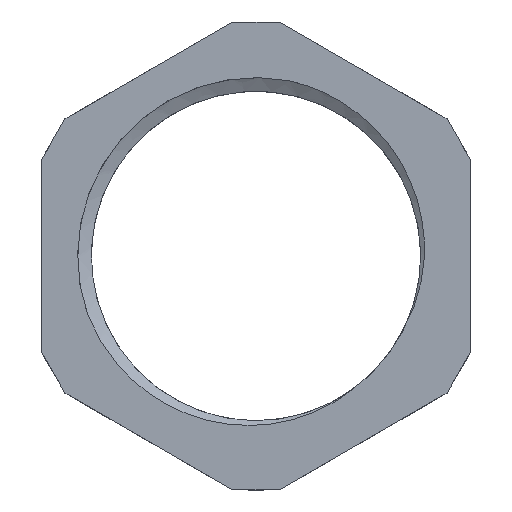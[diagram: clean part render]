
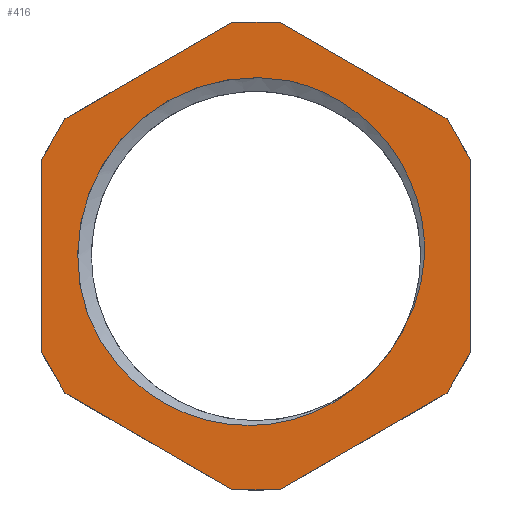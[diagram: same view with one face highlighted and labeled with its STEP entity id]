
A CAD part, top view. The second image highlights one B-rep face of the part: STEP entity #416.
In plain terms, the highlighted planar face has unit normal (0, 0, 1).
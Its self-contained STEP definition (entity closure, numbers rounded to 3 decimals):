
#16=FACE_BOUND('',#164,.T.);
#35=LINE('',#1071,#59);
#38=LINE('',#1085,#62);
#40=LINE('',#1091,#64);
#42=LINE('',#1103,#66);
#44=LINE('',#1109,#68);
#46=LINE('',#1121,#70);
#48=LINE('',#1127,#72);
#50=LINE('',#1140,#74);
#53=LINE('',#1153,#77);
#54=LINE('',#1158,#78);
#57=LINE('',#1171,#81);
#58=LINE('',#1174,#82);
#59=VECTOR('',#479,10.);
#62=VECTOR('',#484,10.);
#64=VECTOR('',#490,10.);
#66=VECTOR('',#494,10.);
#68=VECTOR('',#500,10.);
#70=VECTOR('',#504,10.);
#72=VECTOR('',#510,10.);
#74=VECTOR('',#514,10.);
#77=VECTOR('',#519,10.);
#78=VECTOR('',#524,10.);
#81=VECTOR('',#529,10.);
#82=VECTOR('',#534,10.);
#96=PLANE('',#462);
#98=CIRCLE('',#427,9.23);
#99=CIRCLE('',#429,9.991);
#138=FACE_OUTER_BOUND('',#163,.T.);
#163=EDGE_LOOP('',(#375,#376,#377,#378,#379,#380,#381,#382,#383,#384,#385,
#386));
#164=EDGE_LOOP('',(#387,#388,#389,#390));
#167=B_SPLINE_CURVE_WITH_KNOTS('',3,(#745,#746,#747,#748,#749,#750,#751,
#752,#753,#754,#755,#756,#757),.UNSPECIFIED.,.F.,.F.,(4,3,3,3,4),(-1.8,
-1.437,-0.968,-0.489,0.),
 .UNSPECIFIED.);
#172=B_SPLINE_CURVE_WITH_KNOTS('',3,(#1052,#1053,#1054,#1055,#1056,#1057,
#1058,#1059,#1060,#1061,#1062,#1063,#1064),.UNSPECIFIED.,.F.,.F.,(4,3,3,
3,4),(-1.797,-1.412,-0.932,-0.461,
0.),.UNSPECIFIED.);
#175=VERTEX_POINT('',#713);
#176=VERTEX_POINT('',#744);
#178=VERTEX_POINT('',#791);
#180=VERTEX_POINT('',#969);
#181=VERTEX_POINT('',#1069);
#182=VERTEX_POINT('',#1070);
#186=VERTEX_POINT('',#1084);
#188=VERTEX_POINT('',#1090);
#191=VERTEX_POINT('',#1102);
#193=VERTEX_POINT('',#1108);
#196=VERTEX_POINT('',#1120);
#198=VERTEX_POINT('',#1126);
#201=VERTEX_POINT('',#1138);
#202=VERTEX_POINT('',#1139);
#206=VERTEX_POINT('',#1156);
#207=VERTEX_POINT('',#1157);
#213=EDGE_CURVE('',#175,#176,#167,.T.);
#217=EDGE_CURVE('',#178,#175,#98,.T.);
#220=EDGE_CURVE('',#180,#178,#172,.T.);
#221=EDGE_CURVE('',#180,#176,#99,.T.);
#223=EDGE_CURVE('',#181,#182,#35,.T.);
#228=EDGE_CURVE('',#182,#186,#38,.T.);
#231=EDGE_CURVE('',#186,#188,#40,.T.);
#235=EDGE_CURVE('',#188,#191,#42,.T.);
#238=EDGE_CURVE('',#191,#193,#44,.T.);
#242=EDGE_CURVE('',#193,#196,#46,.T.);
#245=EDGE_CURVE('',#196,#198,#48,.T.);
#249=EDGE_CURVE('',#201,#202,#50,.T.);
#254=EDGE_CURVE('',#202,#181,#53,.T.);
#256=EDGE_CURVE('',#206,#207,#54,.T.);
#261=EDGE_CURVE('',#198,#206,#57,.T.);
#263=EDGE_CURVE('',#207,#201,#58,.T.);
#375=ORIENTED_EDGE('',*,*,#261,.T.);
#376=ORIENTED_EDGE('',*,*,#256,.T.);
#377=ORIENTED_EDGE('',*,*,#263,.T.);
#378=ORIENTED_EDGE('',*,*,#249,.T.);
#379=ORIENTED_EDGE('',*,*,#254,.T.);
#380=ORIENTED_EDGE('',*,*,#223,.T.);
#381=ORIENTED_EDGE('',*,*,#228,.T.);
#382=ORIENTED_EDGE('',*,*,#231,.T.);
#383=ORIENTED_EDGE('',*,*,#235,.T.);
#384=ORIENTED_EDGE('',*,*,#238,.T.);
#385=ORIENTED_EDGE('',*,*,#242,.T.);
#386=ORIENTED_EDGE('',*,*,#245,.T.);
#387=ORIENTED_EDGE('',*,*,#221,.T.);
#388=ORIENTED_EDGE('',*,*,#213,.F.);
#389=ORIENTED_EDGE('',*,*,#217,.F.);
#390=ORIENTED_EDGE('',*,*,#220,.F.);
#416=ADVANCED_FACE('',(#138,#16),#96,.T.);
#427=AXIS2_PLACEMENT_3D('',#822,#469,#470);
#429=AXIS2_PLACEMENT_3D('',#1066,#473,#474);
#462=AXIS2_PLACEMENT_3D('',#1189,#563,#564);
#469=DIRECTION('center_axis',(0.,0.,1.));
#470=DIRECTION('ref_axis',(-1.,0.,0.));
#473=DIRECTION('center_axis',(0.,0.,-1.));
#474=DIRECTION('ref_axis',(-1.,0.,0.));
#479=DIRECTION('',(0.866,0.5,0.));
#484=DIRECTION('',(0.5,0.866,0.));
#490=DIRECTION('',(0.,1.,0.));
#494=DIRECTION('',(-0.5,0.866,0.));
#500=DIRECTION('',(-0.866,0.5,0.));
#504=DIRECTION('',(-1.,0.,0.));
#510=DIRECTION('',(-0.866,-0.5,0.));
#514=DIRECTION('',(0.866,-0.5,0.));
#519=DIRECTION('',(1.,0.,0.));
#524=DIRECTION('',(0.,-1.,0.));
#529=DIRECTION('',(-0.5,-0.866,0.));
#534=DIRECTION('',(0.5,-0.866,0.));
#563=DIRECTION('center_axis',(0.,0.,1.));
#564=DIRECTION('ref_axis',(1.,0.,0.));
#713=CARTESIAN_POINT('',(8.18,-4.276,3.08));
#744=CARTESIAN_POINT('',(1.872,9.814,3.08));
#745=CARTESIAN_POINT('Ctrl Pts',(8.18,-4.276,3.08));
#746=CARTESIAN_POINT('Ctrl Pts',(8.784,-3.233,3.08));
#747=CARTESIAN_POINT('Ctrl Pts',(9.182,-2.077,3.08));
#748=CARTESIAN_POINT('Ctrl Pts',(9.347,-0.884,3.08));
#749=CARTESIAN_POINT('Ctrl Pts',(9.561,0.661,3.08));
#750=CARTESIAN_POINT('Ctrl Pts',(9.382,2.258,3.08));
#751=CARTESIAN_POINT('Ctrl Pts',(8.841,3.716,3.08));
#752=CARTESIAN_POINT('Ctrl Pts',(8.288,5.205,3.08));
#753=CARTESIAN_POINT('Ctrl Pts',(7.355,6.558,3.08));
#754=CARTESIAN_POINT('Ctrl Pts',(6.162,7.609,3.08));
#755=CARTESIAN_POINT('Ctrl Pts',(4.945,8.681,3.08));
#756=CARTESIAN_POINT('Ctrl Pts',(3.459,9.444,3.08));
#757=CARTESIAN_POINT('Ctrl Pts',(1.872,9.814,3.08));
#791=CARTESIAN_POINT('',(5.425,-7.467,3.08));
#822=CARTESIAN_POINT('Origin',(0.,0.,3.08));
#969=CARTESIAN_POINT('',(-9.435,-3.286,3.08));
#1052=CARTESIAN_POINT('Ctrl Pts',(-9.435,-3.286,3.08));
#1053=CARTESIAN_POINT('Ctrl Pts',(-8.963,-4.48,3.08));
#1054=CARTESIAN_POINT('Ctrl Pts',(-8.263,-5.578,3.08));
#1055=CARTESIAN_POINT('Ctrl Pts',(-7.376,-6.503,3.08));
#1056=CARTESIAN_POINT('Ctrl Pts',(-6.269,-7.658,3.08));
#1057=CARTESIAN_POINT('Ctrl Pts',(-4.874,-8.537,3.08));
#1058=CARTESIAN_POINT('Ctrl Pts',(-3.358,-9.029,3.08));
#1059=CARTESIAN_POINT('Ctrl Pts',(-1.871,-9.511,3.08));
#1060=CARTESIAN_POINT('Ctrl Pts',(-0.259,-9.624,
3.08));
#1061=CARTESIAN_POINT('Ctrl Pts',(1.28,-9.344,3.08));
#1062=CARTESIAN_POINT('Ctrl Pts',(2.786,-9.071,3.08));
#1063=CARTESIAN_POINT('Ctrl Pts',(4.223,-8.424,3.08));
#1064=CARTESIAN_POINT('Ctrl Pts',(5.425,-7.467,3.08));
#1066=CARTESIAN_POINT('Origin',(0.,0.,3.08));
#1069=CARTESIAN_POINT('',(1.3,-13.106,3.08));
#1070=CARTESIAN_POINT('',(10.7,-7.679,3.08));
#1071=CARTESIAN_POINT('',(11.191,-7.395,3.08));
#1084=CARTESIAN_POINT('',(12.,-5.427,3.08));
#1085=CARTESIAN_POINT('',(11.675,-5.99,3.08));
#1090=CARTESIAN_POINT('',(12.,5.427,3.08));
#1091=CARTESIAN_POINT('',(12.,-0.568,3.08));
#1102=CARTESIAN_POINT('',(10.7,7.679,3.08));
#1103=CARTESIAN_POINT('',(13.866,2.194,3.08));
#1108=CARTESIAN_POINT('',(1.3,13.106,3.08));
#1109=CARTESIAN_POINT('',(9.333,8.468,3.08));
#1120=CARTESIAN_POINT('',(-1.3,13.106,3.08));
#1121=CARTESIAN_POINT('',(5.033,13.106,3.08));
#1126=CARTESIAN_POINT('',(-10.7,7.679,3.08));
#1127=CARTESIAN_POINT('',(-5.508,10.676,3.08));
#1138=CARTESIAN_POINT('',(-10.7,-7.679,3.08));
#1139=CARTESIAN_POINT('',(-1.3,-13.106,3.08));
#1140=CARTESIAN_POINT('',(2.033,-15.03,3.08));
#1153=CARTESIAN_POINT('',(6.333,-13.106,3.08));
#1156=CARTESIAN_POINT('',(-12.,5.427,3.08));
#1157=CARTESIAN_POINT('',(-12.,-5.427,3.08));
#1158=CARTESIAN_POINT('',(-12.,-5.994,3.08));
#1171=CARTESIAN_POINT('',(-11.675,5.99,3.08));
#1174=CARTESIAN_POINT('',(-8.183,-12.037,3.08));
#1189=CARTESIAN_POINT('Origin',(11.366,-6.562,3.08));
